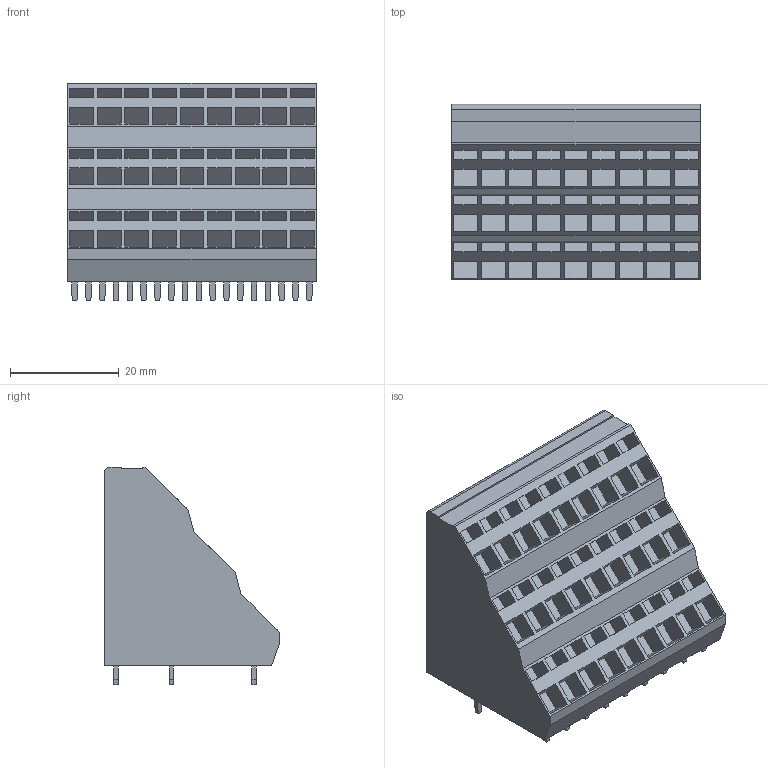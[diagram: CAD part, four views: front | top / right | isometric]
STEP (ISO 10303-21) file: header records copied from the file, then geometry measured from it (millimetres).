
FILE_DESCRIPTION(('CATIA V5 STEP Exchange','CAx-IF Rec.Pracs.--- Model Styling and Organization---1.2---2011-12-15'),'2;1');
FILE_NAME ('D1455665_0_1764970000_1764970000.stp','2018-09-07T08:34:56+00:00',('none'),('Weidmueller'),'CATIA Version 5-6 Release 2014','CATIA V5 STEP AP214','none');
FILE_SCHEMA(('AUTOMOTIVE_DESIGN { 1 0 10303 214 1 1 1 1 }'));
Length unit declared in the file: millimetre
Products named in the file (1): 1764970000
Bounding box: 45.72 x 32.2 x 40.1 mm (x, y, z)
Volume: 33599.1 mm3; surface area: 10741.7 mm2
Topology: 28 solids, 28 shells, 503 faces, 1287 edges, 894 vertices
Faces by surface type: plane 502, cylinder 1
Entity records: 13422 total; most frequent: ORIENTED_EDGE 2574, CARTESIAN_POINT 2360, DIRECTION 1643, EDGE_CURVE 1287, VECTOR 1285, LINE 1285, VERTEX_POINT 894, EDGE_LOOP 557
